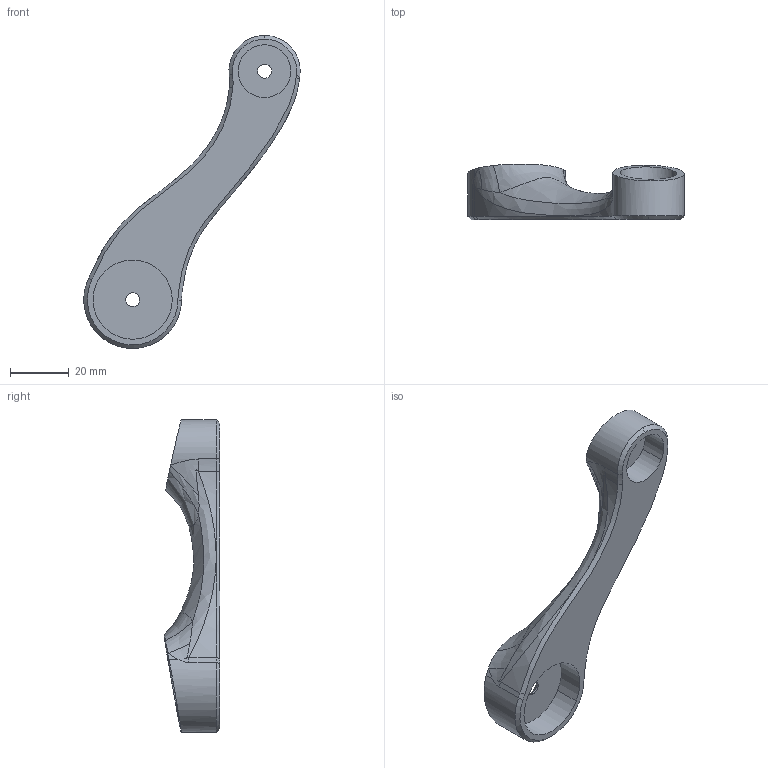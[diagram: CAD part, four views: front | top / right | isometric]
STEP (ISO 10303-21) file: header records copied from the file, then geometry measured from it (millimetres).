
FILE_DESCRIPTION (( 'STEP AP214' ), '1' );
FILE_NAME ('Arm BaseSTEP.STEP', '2024-12-17T21:59:05', ( '' ), ( '' ), 'SwSTEP 2.0', 'SolidWorks 2020', '' );
FILE_SCHEMA (( 'AUTOMOTIVE_DESIGN' ));
Length unit declared in the file: millimetre
Products named in the file (1): Arm BaseSTEP
Bounding box: 73.79 x 19.01 x 106.74 mm (x, y, z)
Volume: 24156.1 mm3; surface area: 10338.1 mm2
Topology: 1 solids, 1 shells, 55 faces, 127 edges, 78 vertices
Faces by surface type: cylinder 20, bspline 17, cone 11, plane 7
Entity records: 4773 total; most frequent: CARTESIAN_POINT 3620, ORIENTED_EDGE 254, DIRECTION 195, EDGE_CURVE 127, AXIS2_PLACEMENT_3D 82, VERTEX_POINT 78, EDGE_LOOP 63, ADVANCED_FACE 55
